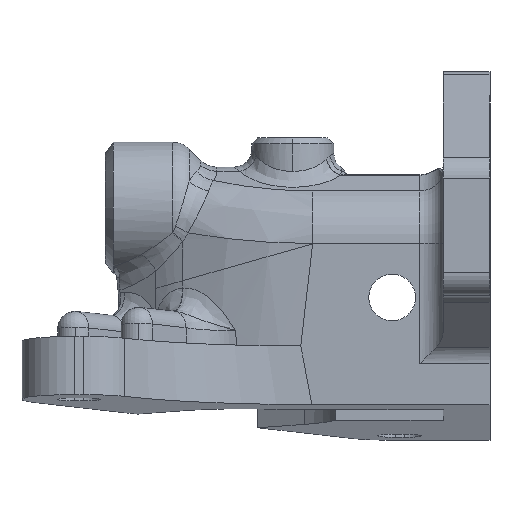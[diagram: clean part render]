
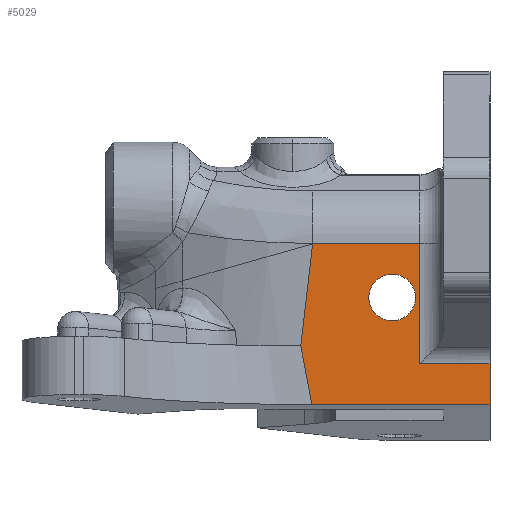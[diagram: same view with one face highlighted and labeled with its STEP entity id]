
A CAD part, left-side view. The second image highlights one B-rep face of the part: STEP entity #5029.
In plain terms, the highlighted planar face has unit normal (-1, 0, 0).
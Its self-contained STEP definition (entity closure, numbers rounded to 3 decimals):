
#20 = VECTOR ( 'NONE', #5216, 1000. ) ;
#44 = VERTEX_POINT ( 'NONE', #3068 ) ;
#130 = ORIENTED_EDGE ( 'NONE', *, *, #9954, .F. ) ;
#245 = LINE ( 'NONE', #2078, #8490 ) ;
#377 = CARTESIAN_POINT ( 'NONE',  ( -7.82, 15.24, -16.821 ) ) ;
#659 = VECTOR ( 'NONE', #10391, 1000. ) ;
#785 = CIRCLE ( 'NONE', #9638, 2. ) ;
#857 = CARTESIAN_POINT ( 'NONE',  ( -7.82, 15.173, -3.037 ) ) ;
#901 = VERTEX_POINT ( 'NONE', #4791 ) ;
#1014 = ORIENTED_EDGE ( 'NONE', *, *, #8410, .T. ) ;
#1017 = CIRCLE ( 'NONE', #8170, 2. ) ;
#1081 = DIRECTION ( 'NONE',  ( 0., 0.186, 0.982 ) ) ;
#1291 = DIRECTION ( 'NONE',  ( -1., 0., 0. ) ) ;
#1360 = CARTESIAN_POINT ( 'NONE',  ( -7.82, 0., -16.821 ) ) ;
#1411 = VECTOR ( 'NONE', #1081, 1000. ) ;
#1784 = EDGE_CURVE ( 'NONE', #2632, #901, #8156, .T. ) ;
#1941 = FACE_BOUND ( 'NONE', #11258, .T. ) ;
#1954 = CARTESIAN_POINT ( 'NONE',  ( -7.82, 8.375, -9.655 ) ) ;
#2078 = CARTESIAN_POINT ( 'NONE',  ( -7.82, 0., -7.5 ) ) ;
#2087 = ORIENTED_EDGE ( 'NONE', *, *, #5508, .T. ) ;
#2100 = VECTOR ( 'NONE', #2583, 1000. ) ;
#2583 = DIRECTION ( 'NONE',  ( 0., 1., 0. ) ) ;
#2632 = VERTEX_POINT ( 'NONE', #377 ) ;
#3068 = CARTESIAN_POINT ( 'NONE',  ( -7.82, 15.173, -3.037 ) ) ;
#3222 = LINE ( 'NONE', #3335, #659 ) ;
#3335 = CARTESIAN_POINT ( 'NONE',  ( -7.82, 15.173, 0.093 ) ) ;
#3382 = DIRECTION ( 'NONE',  ( 0., 0., 1. ) ) ;
#3495 = VECTOR ( 'NONE', #10308, 1000. ) ;
#3613 = AXIS2_PLACEMENT_3D ( 'NONE', #4534, #9126, #6404 ) ;
#3925 = CARTESIAN_POINT ( 'NONE',  ( -7.82, 6., -3.037 ) ) ;
#3990 = CARTESIAN_POINT ( 'NONE',  ( -7.82, 8.375, -5.655 ) ) ;
#4056 = ORIENTED_EDGE ( 'NONE', *, *, #11409, .T. ) ;
#4274 = LINE ( 'NONE', #7855, #4943 ) ;
#4346 = EDGE_CURVE ( 'NONE', #10797, #10131, #7048, .T. ) ;
#4534 = CARTESIAN_POINT ( 'NONE',  ( -7.82, 0., -7.5 ) ) ;
#4639 = LINE ( 'NONE', #857, #10730 ) ;
#4726 = DIRECTION ( 'NONE',  ( 0., 0., 1. ) ) ;
#4791 = CARTESIAN_POINT ( 'NONE',  ( -7.82, 16.192, -11.8 ) ) ;
#4943 = VECTOR ( 'NONE', #3382, 1000. ) ;
#5029 = ADVANCED_FACE ( 'NONE', ( #1941, #6349 ), #9067, .T. ) ;
#5180 = VERTEX_POINT ( 'NONE', #6747 ) ;
#5215 = VERTEX_POINT ( 'NONE', #10383 ) ;
#5216 = DIRECTION ( 'NONE',  ( 0., -0.116, 0.993 ) ) ;
#5347 = LINE ( 'NONE', #1360, #3495 ) ;
#5442 = ORIENTED_EDGE ( 'NONE', *, *, #10460, .F. ) ;
#5503 = CARTESIAN_POINT ( 'NONE',  ( -7.82, 8.375, -7.655 ) ) ;
#5508 = EDGE_CURVE ( 'NONE', #10131, #8645, #4274, .T. ) ;
#5569 = CARTESIAN_POINT ( 'NONE',  ( -7.82, 6., -13.328 ) ) ;
#5575 = VERTEX_POINT ( 'NONE', #1954 ) ;
#5610 = EDGE_CURVE ( 'NONE', #9692, #5575, #785, .T. ) ;
#5664 = DIRECTION ( 'NONE',  ( 0., 0., 1. ) ) ;
#5705 = EDGE_LOOP ( 'NONE', ( #11053, #2087, #1014, #130, #7225, #8579, #5442, #4056 ) ) ;
#6349 = FACE_OUTER_BOUND ( 'NONE', #5705, .T. ) ;
#6404 = DIRECTION ( 'NONE',  ( 0., 0., 1. ) ) ;
#6747 = CARTESIAN_POINT ( 'NONE',  ( -7.82, 0., -16.821 ) ) ;
#6818 = ORIENTED_EDGE ( 'NONE', *, *, #5610, .F. ) ;
#7048 = LINE ( 'NONE', #10629, #2100 ) ;
#7208 = DIRECTION ( 'NONE',  ( 0., 0., 1. ) ) ;
#7225 = ORIENTED_EDGE ( 'NONE', *, *, #8765, .F. ) ;
#7269 = CARTESIAN_POINT ( 'NONE',  ( -7.82, 15.716, -14.311 ) ) ;
#7460 = CARTESIAN_POINT ( 'NONE',  ( -7.82, 0., -13.328 ) ) ;
#7855 = CARTESIAN_POINT ( 'NONE',  ( -7.82, 6., -7.5 ) ) ;
#8156 = LINE ( 'NONE', #7269, #1411 ) ;
#8170 = AXIS2_PLACEMENT_3D ( 'NONE', #5503, #8208, #7208 ) ;
#8208 = DIRECTION ( 'NONE',  ( -1., 0., 0. ) ) ;
#8410 = EDGE_CURVE ( 'NONE', #8645, #44, #4639, .T. ) ;
#8490 = VECTOR ( 'NONE', #4726, 1000. ) ;
#8579 = ORIENTED_EDGE ( 'NONE', *, *, #1784, .F. ) ;
#8645 = VERTEX_POINT ( 'NONE', #3925 ) ;
#8689 = CARTESIAN_POINT ( 'NONE',  ( -7.82, 15.682, -7.436 ) ) ;
#8765 = EDGE_CURVE ( 'NONE', #901, #5215, #11445, .T. ) ;
#8827 = ORIENTED_EDGE ( 'NONE', *, *, #11000, .F. ) ;
#9067 = PLANE ( 'NONE',  #3613 ) ;
#9126 = DIRECTION ( 'NONE',  ( -1., 0., 0. ) ) ;
#9369 = CARTESIAN_POINT ( 'NONE',  ( -7.82, 8.375, -7.655 ) ) ;
#9638 = AXIS2_PLACEMENT_3D ( 'NONE', #9369, #1291, #5664 ) ;
#9692 = VERTEX_POINT ( 'NONE', #3990 ) ;
#9954 = EDGE_CURVE ( 'NONE', #5215, #44, #3222, .T. ) ;
#9985 = DIRECTION ( 'NONE',  ( 0., 1., 0. ) ) ;
#10131 = VERTEX_POINT ( 'NONE', #5569 ) ;
#10308 = DIRECTION ( 'NONE',  ( 0., 1., 0. ) ) ;
#10383 = CARTESIAN_POINT ( 'NONE',  ( -7.82, 15.173, -3.071 ) ) ;
#10391 = DIRECTION ( 'NONE',  ( 0., 0., 1. ) ) ;
#10460 = EDGE_CURVE ( 'NONE', #5180, #2632, #5347, .T. ) ;
#10629 = CARTESIAN_POINT ( 'NONE',  ( -7.82, 0., -13.328 ) ) ;
#10730 = VECTOR ( 'NONE', #9985, 1000. ) ;
#10797 = VERTEX_POINT ( 'NONE', #7460 ) ;
#11000 = EDGE_CURVE ( 'NONE', #5575, #9692, #1017, .T. ) ;
#11053 = ORIENTED_EDGE ( 'NONE', *, *, #4346, .T. ) ;
#11258 = EDGE_LOOP ( 'NONE', ( #6818, #8827 ) ) ;
#11409 = EDGE_CURVE ( 'NONE', #5180, #10797, #245, .T. ) ;
#11445 = LINE ( 'NONE', #8689, #20 ) ;
